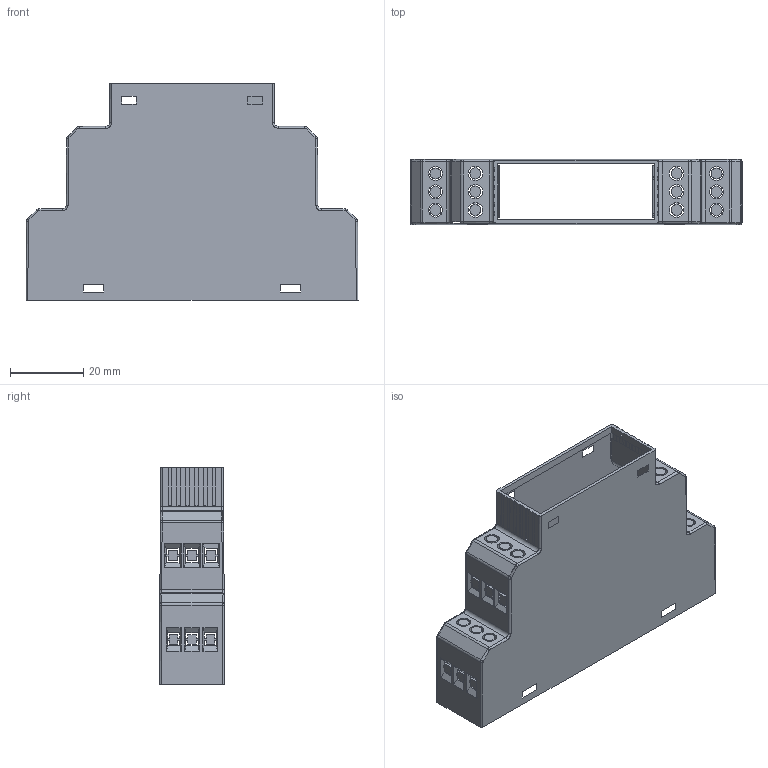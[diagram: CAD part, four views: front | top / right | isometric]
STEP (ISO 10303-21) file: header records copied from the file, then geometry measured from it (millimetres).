
FILE_DESCRIPTION(('Open CASCADE Model'),'2;1');
FILE_NAME('Open CASCADE Shape Model','2020-04-05T14:10:40',('Author'),( 'Open CASCADE'),'Open CASCADE STEP processor 6.5','Open CASCADE 6.5' ,'Unknown');
FILE_SCHEMA(('AUTOMOTIVE_DESIGN { 1 0 10303 214 1 1 1 1 }'));
Length unit declared in the file: millimetre
Products named in the file (494): CADSOFTTOOLS 1; CADSOFTTOOLS 1.1; CADSOFTTOOLS 1.2; CADSOFTTOOLS 1.3; CADSOFTTOOLS 1.4; CADSOFTTOOLS 1.5; CADSOFTTOOLS 1.6; CADSOFTTOOLS 1.7; CADSOFTTOOLS 1.8; CADSOFTTOOLS 1.9; CADSOFTTOOLS 1.10; CADSOFTTOOLS 1.11; CADSOFTTOOLS 1.12; CADSOFTTOOLS 1.13; CADSOFTTOOLS 1.14; CADSOFTTOOLS 1.15; CADSOFTTOOLS 1.16; CADSOFTTOOLS 1.17; CADSOFTTOOLS 1.18; CADSOFTTOOLS 1.19; CADSOFTTOOLS 1.20; CADSOFTTOOLS 1.21; CADSOFTTOOLS 1.22; CADSOFTTOOLS 1.23; CADSOFTTOOLS 1.24; CADSOFTTOOLS 1.25; CADSOFTTOOLS 1.26; CADSOFTTOOLS 1.27; CADSOFTTOOLS 1.28; CADSOFTTOOLS 1.29; CADSOFTTOOLS 1.30; CADSOFTTOOLS 1.31; CADSOFTTOOLS 1.32; CADSOFTTOOLS 1.33; CADSOFTTOOLS 1.34; CADSOFTTOOLS 1.35; CADSOFTTOOLS 1.36; CADSOFTTOOLS 1.37; CADSOFTTOOLS 1.38; CADSOFTTOOLS 1.39 ...
Assembly tree (493 placements, depth 2):
  CADSOFTTOOLS 1
    CADSOFTTOOLS 1.1
    CADSOFTTOOLS 1.2
    CADSOFTTOOLS 1.3
    CADSOFTTOOLS 1.4
    CADSOFTTOOLS 1.5
    CADSOFTTOOLS 1.6
    CADSOFTTOOLS 1.7
    CADSOFTTOOLS 1.8
    CADSOFTTOOLS 1.9
    CADSOFTTOOLS 1.10
    CADSOFTTOOLS 1.11
    CADSOFTTOOLS 1.12
    CADSOFTTOOLS 1.13
    CADSOFTTOOLS 1.14
    CADSOFTTOOLS 1.15
    CADSOFTTOOLS 1.16
    CADSOFTTOOLS 1.17
    CADSOFTTOOLS 1.18
    CADSOFTTOOLS 1.19
    CADSOFTTOOLS 1.20
    CADSOFTTOOLS 1.21
    CADSOFTTOOLS 1.22
    CADSOFTTOOLS 1.23
    CADSOFTTOOLS 1.24
    CADSOFTTOOLS 1.25
    CADSOFTTOOLS 1.26
    CADSOFTTOOLS 1.27
    CADSOFTTOOLS 1.28
    CADSOFTTOOLS 1.29
    CADSOFTTOOLS 1.30
    CADSOFTTOOLS 1.31
    CADSOFTTOOLS 1.32
    CADSOFTTOOLS 1.33
    CADSOFTTOOLS 1.34
    CADSOFTTOOLS 1.35
    CADSOFTTOOLS 1.36
    CADSOFTTOOLS 1.37
    CADSOFTTOOLS 1.38
    CADSOFTTOOLS 1.39
    CADSOFTTOOLS 1.40
    CADSOFTTOOLS 1.41
    CADSOFTTOOLS 1.42
    CADSOFTTOOLS 1.43
    CADSOFTTOOLS 1.44
    CADSOFTTOOLS 1.45
    CADSOFTTOOLS 1.46
    CADSOFTTOOLS 1.47
    CADSOFTTOOLS 1.48
    CADSOFTTOOLS 1.49
    CADSOFTTOOLS 1.50
    CADSOFTTOOLS 1.51
    CADSOFTTOOLS 1.52
    CADSOFTTOOLS 1.53
    CADSOFTTOOLS 1.54
    CADSOFTTOOLS 1.55
    CADSOFTTOOLS 1.56
    CADSOFTTOOLS 1.57
    CADSOFTTOOLS 1.58
    CADSOFTTOOLS 1.59
Bounding box: 90.7 x 17.8 x 59.2 mm (x, y, z)
Surface area: 14107.4 mm2 (no closed solid volume)
Topology: 0 solids, 493 shells, 493 faces, 2822 edges, 2822 vertices
Faces by surface type: plane 380, cylinder 89, bspline 24
Entity records: 66071 total; most frequent: CARTESIAN_POINT 22842, DIRECTION 5898, LINE 3438, VECTOR 3438, ORIENTED_EDGE 2822, EDGE_CURVE 2822, VERTEX_POINT 2822, SURFACE_CURVE 2822
